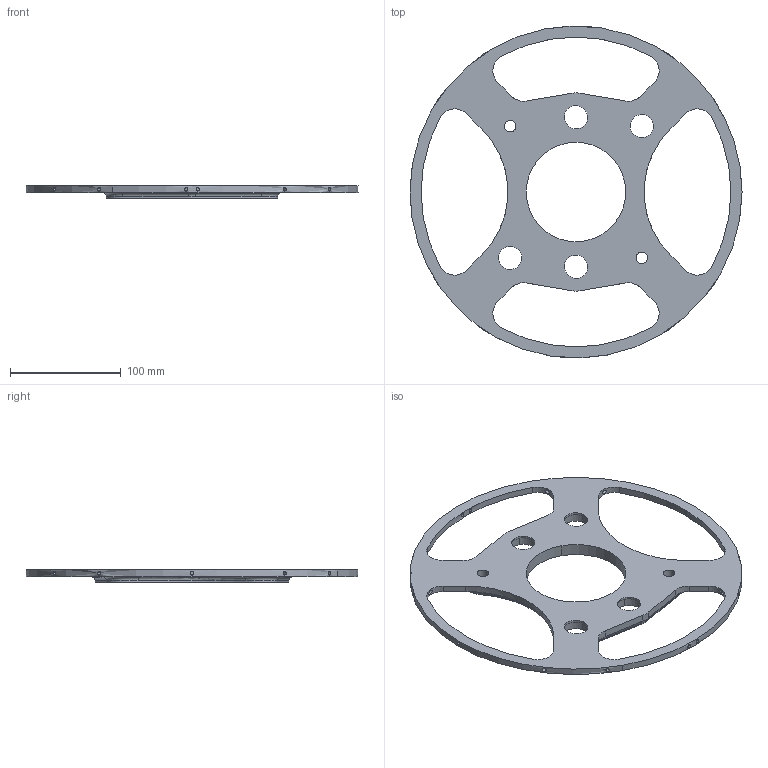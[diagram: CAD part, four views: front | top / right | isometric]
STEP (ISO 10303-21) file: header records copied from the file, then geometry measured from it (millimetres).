
FILE_DESCRIPTION(('CATIA V5 STEP Exchange'),'2;1');
FILE_NAME('EOLX1.1-D-120-006_A.stp','2020-01-30T22:01:46+00:00',('none'),('none'),'CATIA Version 5 Release 21 GA (IN-10)','CATIA V5 STEP AP203','none');
FILE_SCHEMA(('CONFIG_CONTROL_DESIGN'));
Length unit declared in the file: millimetre
Products named in the file (1): EOLX1.1-D-120-006_A
Bounding box: 300 x 299.95 x 11 mm (x, y, z)
Volume: 255525.3 mm3; surface area: 88875.7 mm2
Topology: 1 solids, 1 shells, 127 faces, 354 edges, 228 vertices
Faces by surface type: cylinder 86, plane 25, torus 16
Entity records: 4543 total; most frequent: CARTESIAN_POINT 1471, ORIENTED_EDGE 708, DIRECTION 450, EDGE_CURVE 354, AXIS2_PLACEMENT_3D 231, VERTEX_POINT 228, EDGE_LOOP 176, CIRCLE 146
